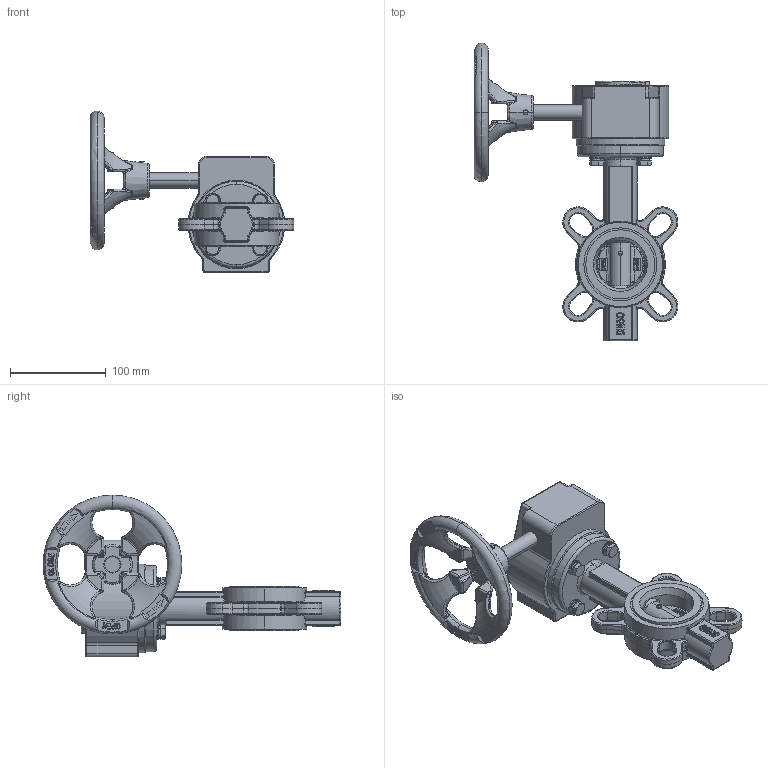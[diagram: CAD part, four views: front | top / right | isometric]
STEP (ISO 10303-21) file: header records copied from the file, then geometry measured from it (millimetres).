
FILE_DESCRIPTION (( 'STEP AP203' ), '1' );
FILE_NAME ('J9 DN50 + RM PN25.STEP', '2023-11-20T15:28:04', ( '' ), ( '' ), 'SwSTEP 2.0', 'SolidWorks 2023', '' );
FILE_SCHEMA (( 'CONFIG_CONTROL_DESIGN' ));
Products named in the file (1): J9 DN50 + RM PN25
Bounding box: 213.19 x 311.3 x 169 mm (x, y, z)
Volume: 1200946.3 mm3; surface area: 150315.9 mm2
Topology: 1 solids, 9 shells, 1597 faces, 3996 edges, 2427 vertices
Faces by surface type: plane 575, bspline 346, cylinder 288, torus 199, cone 140, sphere 49
Entity records: 77805 total; most frequent: CARTESIAN_POINT 42074, ORIENTED_EDGE 7848, DIRECTION 6839, EDGE_CURVE 3924, AXIS2_PLACEMENT_3D 2563, VERTEX_POINT 2425, LINE 1713, VECTOR 1713
